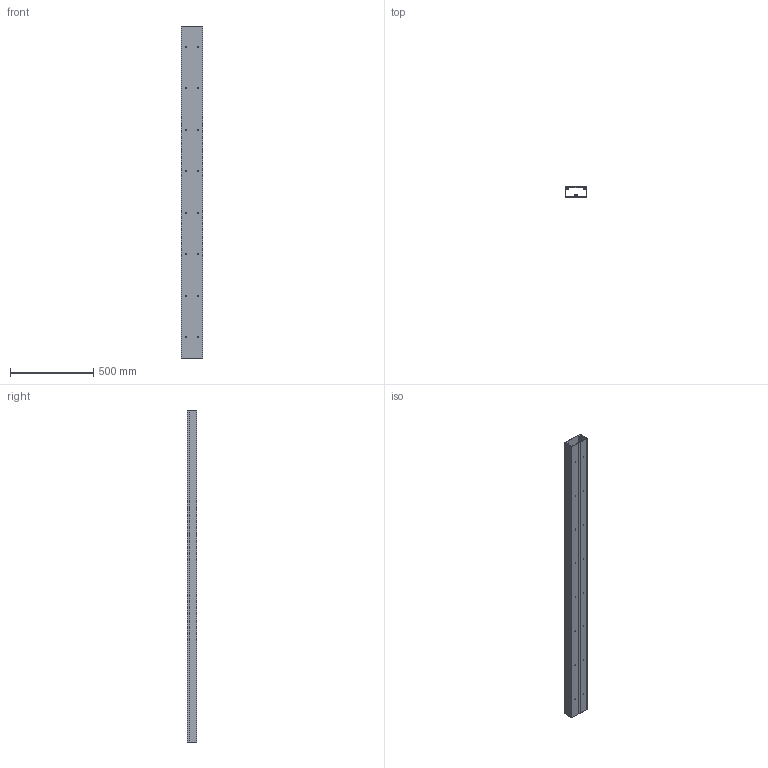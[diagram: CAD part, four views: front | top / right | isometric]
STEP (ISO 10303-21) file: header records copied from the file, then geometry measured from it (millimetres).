
FILE_DESCRIPTION((''),'2;1');
FILE_NAME('FB601300KUN_ASM','2022-09-27T14:50:17',('a.jestaedt'),(''),'CREO PARAMETRIC BY PTC INC, 2022162','CREO PARAMETRIC BY PTC INC, 2022162','');
FILE_SCHEMA(('AUTOMOTIVE_DESIGN { 1 0 10303 214 1 1 1 1 }'));
Length unit declared in the file: millimetre
Products named in the file (3): FB601300KUN; FB601300KUN_D; FB601300KUN_ASM
Assembly tree (2 placements, depth 2):
  FB601300KUN_ASM
    FB601300KUN
    FB601300KUN_D
Bounding box: 130 x 60 x 2000 mm (x, y, z)
Volume: 2191842.8 mm3; surface area: 1752993.2 mm2
Topology: 2 solids, 2 shells, 76 faces, 216 edges, 144 vertices
Faces by surface type: plane 44, cylinder 32
Entity records: 2888 total; most frequent: CARTESIAN_POINT 448, DIRECTION 442, ORIENTED_EDGE 432, EDGE_CURVE 216, VECTOR 152, LINE 152, AXIS2_PLACEMENT_3D 145, VERTEX_POINT 144
